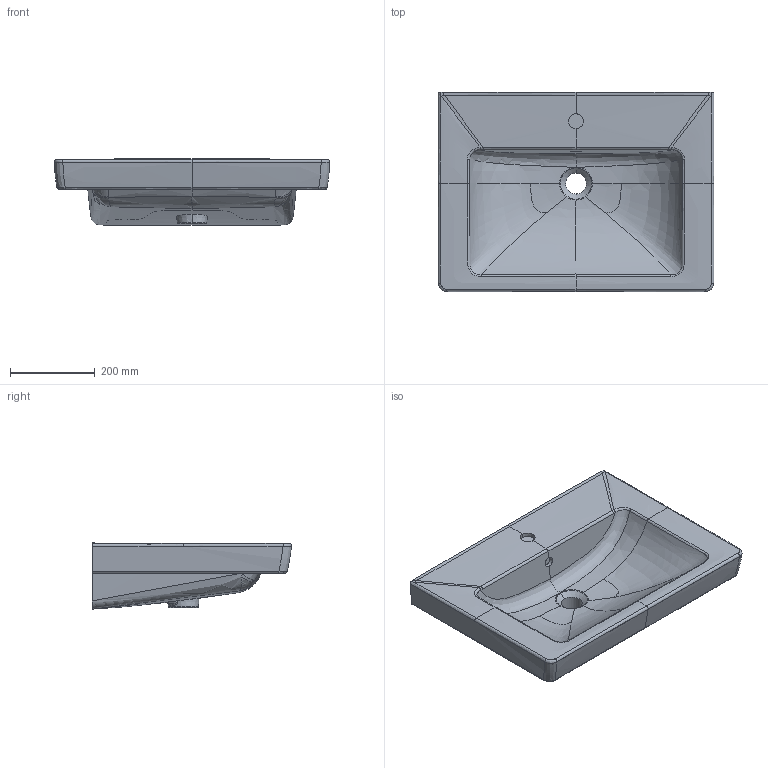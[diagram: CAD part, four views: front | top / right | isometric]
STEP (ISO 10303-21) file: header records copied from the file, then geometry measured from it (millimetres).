
FILE_DESCRIPTION(/* description */ (''),/* implementation_level */ '2;1');
FILE_NAME(/* name */ '711365_Subway2.0_WT65.stp',/* time_stamp */ '2018-11-20T09:36:10+01:00',/* author */ (''),/* organization */ (''),/* preprocessor_version */ 'ST-DEVELOPER v16',/* originating_system */ 'SIEMENS PLM Software NX 10.0',/* authorisation */ '');
FILE_SCHEMA (('AUTOMOTIVE_DESIGN { 1 0 10303 214 3 1 1 1 }'));
Length unit declared in the file: millimetre
Products named in the file (1): Sier19A4C29Dh9r6
Bounding box: 650.04 x 470.3 x 156.46 mm (x, y, z)
Volume: 21477125.6 mm3; surface area: 918154.7 mm2
Topology: 1 solids, 1 shells, 173 faces, 472 edges, 298 vertices
Faces by surface type: bspline 124, cylinder 26, plane 15, cone 4, extrusion 2, torus 2
Full cylindrical faces by diameter (mm): 24 x1, 49.075 x1
Entity records: 23705 total; most frequent: CARTESIAN_POINT 20452, ORIENTED_EDGE 934, EDGE_CURVE 467, B_SPLINE_CURVE_WITH_KNOTS 305, VERTEX_POINT 297, DIRECTION 294, EDGE_LOOP 176, ADVANCED_FACE 173
